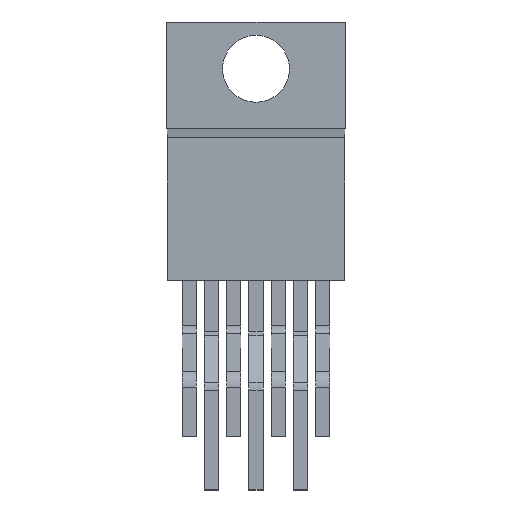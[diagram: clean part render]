
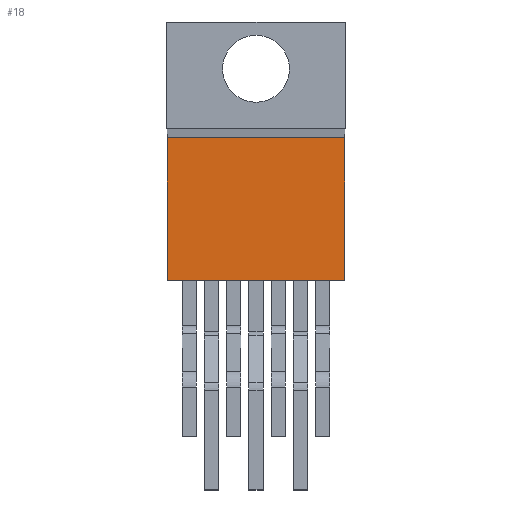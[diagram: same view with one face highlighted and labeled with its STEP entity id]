
A CAD part, top view. The second image highlights one B-rep face of the part: STEP entity #18.
In plain terms, the highlighted planar face has unit normal (0, 0, 1).
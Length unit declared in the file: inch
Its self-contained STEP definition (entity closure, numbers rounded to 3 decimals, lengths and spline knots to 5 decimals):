
#18 = ADVANCED_FACE ( 'NONE', ( #907 ), #946, .F. ) ;
#19 = EDGE_LOOP ( 'NONE', ( #3589, #3593, #3596, #3599 ) ) ;
#907 = FACE_OUTER_BOUND ( 'NONE', #19, .T. ) ;
#942 = DIRECTION ( 'NONE',  ( -1., 0., 0. ) ) ;
#943 = DIRECTION ( 'NONE',  ( 0., 0., -1. ) ) ;
#944 = CARTESIAN_POINT ( 'NONE',  ( -0.05, 0.83, -0.119 ) ) ;
#945 = AXIS2_PLACEMENT_3D ( 'NONE', #944, #943, #942 ) ;
#946 = PLANE ( 'NONE',  #945 ) ;
#3182 = DIRECTION ( 'NONE',  ( 1., 0., 0. ) ) ;
#3183 = VECTOR ( 'NONE', #3182, 39.37008 ) ;
#3184 = CARTESIAN_POINT ( 'NONE',  ( -0.05, 0.25, -0.119 ) ) ;
#3185 = LINE ( 'NONE', #3184, #3183 ) ;
#3187 = CARTESIAN_POINT ( 'NONE',  ( -0.049, 0.25, -0.119 ) ) ;
#3188 = DIRECTION ( 'NONE',  ( 0., 1., 0. ) ) ;
#3189 = VECTOR ( 'NONE', #3188, 39.37008 ) ;
#3190 = CARTESIAN_POINT ( 'NONE',  ( -0.049, 0.57, -0.119 ) ) ;
#3191 = LINE ( 'NONE', #3190, #3189 ) ;
#3192 = CARTESIAN_POINT ( 'NONE',  ( -0.049, 0.57, -0.119 ) ) ;
#3193 = DIRECTION ( 'NONE',  ( 1., 0., 0. ) ) ;
#3194 = VECTOR ( 'NONE', #3193, 39.37008 ) ;
#3195 = CARTESIAN_POINT ( 'NONE',  ( -0.95898, 0.57, -0.119 ) ) ;
#3196 = LINE ( 'NONE', #3195, #3194 ) ;
#3197 = CARTESIAN_POINT ( 'NONE',  ( 0.349, 0.25, -0.119 ) ) ;
#3198 = CARTESIAN_POINT ( 'NONE',  ( 0.349, 0.57, -0.119 ) ) ;
#3199 = DIRECTION ( 'NONE',  ( 0., -1., 0. ) ) ;
#3200 = VECTOR ( 'NONE', #3199, 39.37008 ) ;
#3201 = CARTESIAN_POINT ( 'NONE',  ( 0.349, 0.57, -0.119 ) ) ;
#3202 = LINE ( 'NONE', #3201, #3200 ) ;
#3589 = ORIENTED_EDGE ( 'NONE', *, *, #3590, .F. ) ;
#3590 = EDGE_CURVE ( 'NONE', #3591, #3592, #3202, .T. ) ;
#3591 = VERTEX_POINT ( 'NONE', #3198 ) ;
#3592 = VERTEX_POINT ( 'NONE', #3197 ) ;
#3593 = ORIENTED_EDGE ( 'NONE', *, *, #3594, .F. ) ;
#3594 = EDGE_CURVE ( 'NONE', #3595, #3591, #3196, .T. ) ;
#3595 = VERTEX_POINT ( 'NONE', #3192 ) ;
#3596 = ORIENTED_EDGE ( 'NONE', *, *, #3597, .F. ) ;
#3597 = EDGE_CURVE ( 'NONE', #3598, #3595, #3191, .T. ) ;
#3598 = VERTEX_POINT ( 'NONE', #3187 ) ;
#3599 = ORIENTED_EDGE ( 'NONE', *, *, #3600, .T. ) ;
#3600 = EDGE_CURVE ( 'NONE', #3598, #3592, #3185, .T. ) ;
